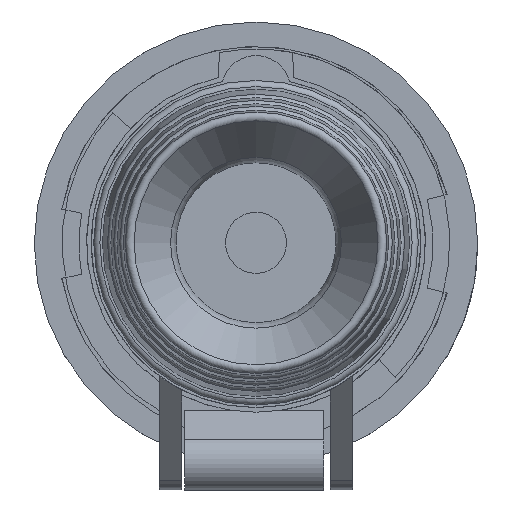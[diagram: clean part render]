
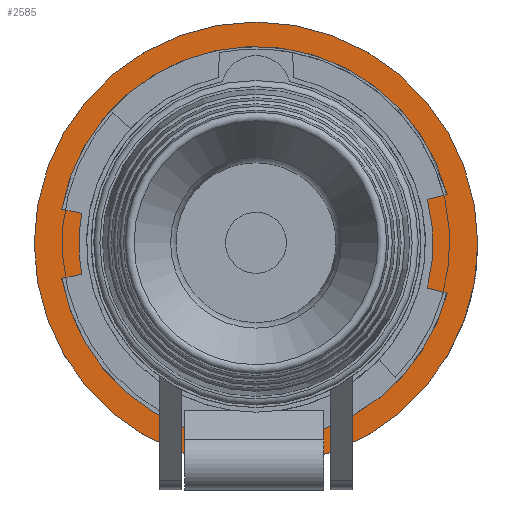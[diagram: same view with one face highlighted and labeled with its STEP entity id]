
A CAD part, front view. The second image highlights one B-rep face of the part: STEP entity #2585.
In plain terms, the highlighted planar face has unit normal (0, -1, 0).
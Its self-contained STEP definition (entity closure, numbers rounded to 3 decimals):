
#2 = CIRCLE ( 'NONE', #6201, 48.5 ) ;
#52 = LINE ( 'NONE', #4089, #61 ) ;
#61 = VECTOR ( 'NONE', #4025, 1000. ) ;
#81 = EDGE_CURVE ( 'NONE', #4460, #4392, #2387, .T. ) ;
#148 = CARTESIAN_POINT ( 'NONE',  ( 15.407, 0., 45.988 ) ) ;
#159 = ORIENTED_EDGE ( 'NONE', *, *, #4036, .T. ) ;
#271 = DIRECTION ( 'NONE',  ( 0., -1., 0. ) ) ;
#285 = CARTESIAN_POINT ( 'NONE',  ( 0., 0., 45.988 ) ) ;
#338 = ORIENTED_EDGE ( 'NONE', *, *, #81, .F. ) ;
#406 = VERTEX_POINT ( 'NONE', #3148 ) ;
#517 = ORIENTED_EDGE ( 'NONE', *, *, #2641, .T. ) ;
#586 = CIRCLE ( 'NONE', #2487, 48.5 ) ;
#592 = CARTESIAN_POINT ( 'NONE',  ( -42.119, 0., 10.875 ) ) ;
#620 = CARTESIAN_POINT ( 'NONE',  ( -16.65, 0., 45.988 ) ) ;
#699 = CARTESIAN_POINT ( 'NONE',  ( 0., 0., 0. ) ) ;
#711 = CIRCLE ( 'NONE', #3552, 43.5 ) ;
#720 = DIRECTION ( 'NONE',  ( 0., 0., -1. ) ) ;
#783 = CARTESIAN_POINT ( 'NONE',  ( 0., 0., 0. ) ) ;
#823 = VERTEX_POINT ( 'NONE', #5298 ) ;
#831 = LINE ( 'NONE', #3371, #5331 ) ;
#885 = DIRECTION ( 'NONE',  ( 0., 0., -1. ) ) ;
#1078 = CARTESIAN_POINT ( 'NONE',  ( 0., 0., 0. ) ) ;
#1145 = EDGE_CURVE ( 'NONE', #406, #2475, #5354, .T. ) ;
#1245 = LINE ( 'NONE', #3258, #2801 ) ;
#1310 = ORIENTED_EDGE ( 'NONE', *, *, #2069, .T. ) ;
#1329 = CIRCLE ( 'NONE', #2167, 43.5 ) ;
#1391 = EDGE_LOOP ( 'NONE', ( #5009, #2679, #338, #3426, #3384, #4280, #2331, #3998, #1310, #3820, #159, #517, #3311, #5855 ) ) ;
#1422 = CARTESIAN_POINT ( 'NONE',  ( 0., 0., 0. ) ) ;
#1447 = LINE ( 'NONE', #3456, #5429 ) ;
#1475 = EDGE_CURVE ( 'NONE', #2475, #2664, #1329, .T. ) ;
#1495 = CARTESIAN_POINT ( 'NONE',  ( -46.96, 0., 12.125 ) ) ;
#1537 = AXIS2_PLACEMENT_3D ( 'NONE', #5948, #3389, #885 ) ;
#1586 = VECTOR ( 'NONE', #6437, 1000. ) ;
#1636 = CIRCLE ( 'NONE', #1537, 48.5 ) ;
#1851 = DIRECTION ( 'NONE',  ( 0.98, 0., -0.2 ) ) ;
#1872 = CARTESIAN_POINT ( 'NONE',  ( 42.849, 0., 7.5 ) ) ;
#1934 = EDGE_CURVE ( 'NONE', #2757, #2228, #2533, .T. ) ;
#1945 = DIRECTION ( 'NONE',  ( 0., 0., -1. ) ) ;
#2069 = EDGE_CURVE ( 'NONE', #2664, #2344, #831, .T. ) ;
#2167 = AXIS2_PLACEMENT_3D ( 'NONE', #1078, #4153, #3060 ) ;
#2193 = VERTEX_POINT ( 'NONE', #1495 ) ;
#2228 = VERTEX_POINT ( 'NONE', #5204 ) ;
#2281 = DIRECTION ( 'NONE',  ( 0., 0., -1. ) ) ;
#2331 = ORIENTED_EDGE ( 'NONE', *, *, #1145, .T. ) ;
#2344 = VERTEX_POINT ( 'NONE', #2644 ) ;
#2387 = CIRCLE ( 'NONE', #5734, 48.5 ) ;
#2451 = VERTEX_POINT ( 'NONE', #4717 ) ;
#2453 = CARTESIAN_POINT ( 'NONE',  ( 17.55, 0., 0. ) ) ;
#2475 = VERTEX_POINT ( 'NONE', #2744 ) ;
#2480 = FACE_BOUND ( 'NONE', #1391, .T. ) ;
#2487 = AXIS2_PLACEMENT_3D ( 'NONE', #783, #2804, #720 ) ;
#2514 = DIRECTION ( 'NONE',  ( 0., 1., 0. ) ) ;
#2533 = LINE ( 'NONE', #6044, #4293 ) ;
#2585 = ADVANCED_FACE ( 'NONE', ( #3494, #2480 ), #3931, .F. ) ;
#2641 = EDGE_CURVE ( 'NONE', #4753, #5360, #711, .T. ) ;
#2644 = CARTESIAN_POINT ( 'NONE',  ( 47.749, 0., -8.5 ) ) ;
#2664 = VERTEX_POINT ( 'NONE', #4915 ) ;
#2679 = ORIENTED_EDGE ( 'NONE', *, *, #3119, .T. ) ;
#2718 = DIRECTION ( 'NONE',  ( 0., 1., 0. ) ) ;
#2744 = CARTESIAN_POINT ( 'NONE',  ( 42.849, 0., 7.5 ) ) ;
#2757 = VERTEX_POINT ( 'NONE', #620 ) ;
#2801 = VECTOR ( 'NONE', #3762, 1000. ) ;
#2804 = DIRECTION ( 'NONE',  ( 0., -1., 0. ) ) ;
#2823 = AXIS2_PLACEMENT_3D ( 'NONE', #6488, #6420, #5365 ) ;
#2829 = DIRECTION ( 'NONE',  ( 0., 0., -1. ) ) ;
#2860 = LINE ( 'NONE', #285, #1586 ) ;
#2929 = DIRECTION ( 'NONE',  ( 0., -1., 0. ) ) ;
#3046 = EDGE_CURVE ( 'NONE', #406, #5373, #1636, .T. ) ;
#3060 = DIRECTION ( 'NONE',  ( 0., 0., 1. ) ) ;
#3065 = EDGE_CURVE ( 'NONE', #5360, #2193, #1447, .T. ) ;
#3115 = CARTESIAN_POINT ( 'NONE',  ( -15.407, 0., 45.988 ) ) ;
#3119 = EDGE_CURVE ( 'NONE', #2757, #4392, #52, .T. ) ;
#3148 = CARTESIAN_POINT ( 'NONE',  ( 47.749, 0., 8.5 ) ) ;
#3160 = AXIS2_PLACEMENT_3D ( 'NONE', #699, #2718, #4854 ) ;
#3241 = CARTESIAN_POINT ( 'NONE',  ( 0., 0., 0. ) ) ;
#3258 = CARTESIAN_POINT ( 'NONE',  ( -42.119, 0., -10.875 ) ) ;
#3311 = ORIENTED_EDGE ( 'NONE', *, *, #3065, .T. ) ;
#3316 = CARTESIAN_POINT ( 'NONE',  ( 0., 0., 0. ) ) ;
#3371 = CARTESIAN_POINT ( 'NONE',  ( 42.849, 0., -7.5 ) ) ;
#3384 = ORIENTED_EDGE ( 'NONE', *, *, #6492, .T. ) ;
#3389 = DIRECTION ( 'NONE',  ( 0., -1., 0. ) ) ;
#3426 = ORIENTED_EDGE ( 'NONE', *, *, #6063, .T. ) ;
#3456 = CARTESIAN_POINT ( 'NONE',  ( -42.119, 0., 10.875 ) ) ;
#3494 = FACE_OUTER_BOUND ( 'NONE', #4428, .T. ) ;
#3552 = AXIS2_PLACEMENT_3D ( 'NONE', #1422, #2514, #1945 ) ;
#3762 = DIRECTION ( 'NONE',  ( 0.968, 0., 0.25 ) ) ;
#3820 = ORIENTED_EDGE ( 'NONE', *, *, #6071, .F. ) ;
#3931 = PLANE ( 'NONE',  #2823 ) ;
#3998 = ORIENTED_EDGE ( 'NONE', *, *, #1475, .T. ) ;
#4025 = DIRECTION ( 'NONE',  ( 1., 0., 0. ) ) ;
#4036 = EDGE_CURVE ( 'NONE', #5503, #4753, #1245, .T. ) ;
#4087 = EDGE_CURVE ( 'NONE', #2228, #2193, #586, .T. ) ;
#4089 = CARTESIAN_POINT ( 'NONE',  ( 0., 0., 45.988 ) ) ;
#4153 = DIRECTION ( 'NONE',  ( 0., 1., 0. ) ) ;
#4280 = ORIENTED_EDGE ( 'NONE', *, *, #3046, .F. ) ;
#4293 = VECTOR ( 'NONE', #5551, 1000. ) ;
#4392 = VERTEX_POINT ( 'NONE', #3115 ) ;
#4428 = EDGE_LOOP ( 'NONE', ( #4602 ) ) ;
#4439 = VECTOR ( 'NONE', #5912, 1000. ) ;
#4460 = VERTEX_POINT ( 'NONE', #148 ) ;
#4478 = CARTESIAN_POINT ( 'NONE',  ( -42.119, 0., -10.875 ) ) ;
#4527 = DIRECTION ( 'NONE',  ( 0., 0., -1. ) ) ;
#4602 = ORIENTED_EDGE ( 'NONE', *, *, #6315, .F. ) ;
#4717 = CARTESIAN_POINT ( 'NONE',  ( 17.55, 0., 45.988 ) ) ;
#4753 = VERTEX_POINT ( 'NONE', #4478 ) ;
#4854 = DIRECTION ( 'NONE',  ( 0., 0., 1. ) ) ;
#4915 = CARTESIAN_POINT ( 'NONE',  ( 42.849, 0., -7.5 ) ) ;
#5009 = ORIENTED_EDGE ( 'NONE', *, *, #1934, .F. ) ;
#5054 = CIRCLE ( 'NONE', #3160, 54.5 ) ;
#5204 = CARTESIAN_POINT ( 'NONE',  ( -16.65, 0., 45.552 ) ) ;
#5298 = CARTESIAN_POINT ( 'NONE',  ( 0., 0., 54.5 ) ) ;
#5331 = VECTOR ( 'NONE', #1851, 1000. ) ;
#5354 = LINE ( 'NONE', #1872, #4439 ) ;
#5360 = VERTEX_POINT ( 'NONE', #592 ) ;
#5365 = DIRECTION ( 'NONE',  ( 0., 0., 1. ) ) ;
#5373 = VERTEX_POINT ( 'NONE', #6027 ) ;
#5429 = VECTOR ( 'NONE', #5455, 1000. ) ;
#5455 = DIRECTION ( 'NONE',  ( -0.968, 0., 0.25 ) ) ;
#5503 = VERTEX_POINT ( 'NONE', #5656 ) ;
#5551 = DIRECTION ( 'NONE',  ( 0., 0., -1. ) ) ;
#5656 = CARTESIAN_POINT ( 'NONE',  ( -46.96, 0., -12.125 ) ) ;
#5676 = VECTOR ( 'NONE', #4527, 1000. ) ;
#5734 = AXIS2_PLACEMENT_3D ( 'NONE', #3241, #271, #2281 ) ;
#5855 = ORIENTED_EDGE ( 'NONE', *, *, #4087, .F. ) ;
#5893 = LINE ( 'NONE', #2453, #5676 ) ;
#5912 = DIRECTION ( 'NONE',  ( -0.98, 0., -0.2 ) ) ;
#5948 = CARTESIAN_POINT ( 'NONE',  ( 0., 0., 0. ) ) ;
#6027 = CARTESIAN_POINT ( 'NONE',  ( 17.55, 0., 45.213 ) ) ;
#6044 = CARTESIAN_POINT ( 'NONE',  ( -16.65, 0., 0. ) ) ;
#6063 = EDGE_CURVE ( 'NONE', #4460, #2451, #2860, .T. ) ;
#6071 = EDGE_CURVE ( 'NONE', #5503, #2344, #2, .T. ) ;
#6201 = AXIS2_PLACEMENT_3D ( 'NONE', #3316, #2929, #2829 ) ;
#6315 = EDGE_CURVE ( 'NONE', #823, #823, #5054, .T. ) ;
#6420 = DIRECTION ( 'NONE',  ( 0., 1., 0. ) ) ;
#6437 = DIRECTION ( 'NONE',  ( 1., 0., 0. ) ) ;
#6488 = CARTESIAN_POINT ( 'NONE',  ( 0., 0., 0. ) ) ;
#6492 = EDGE_CURVE ( 'NONE', #2451, #5373, #5893, .T. ) ;
